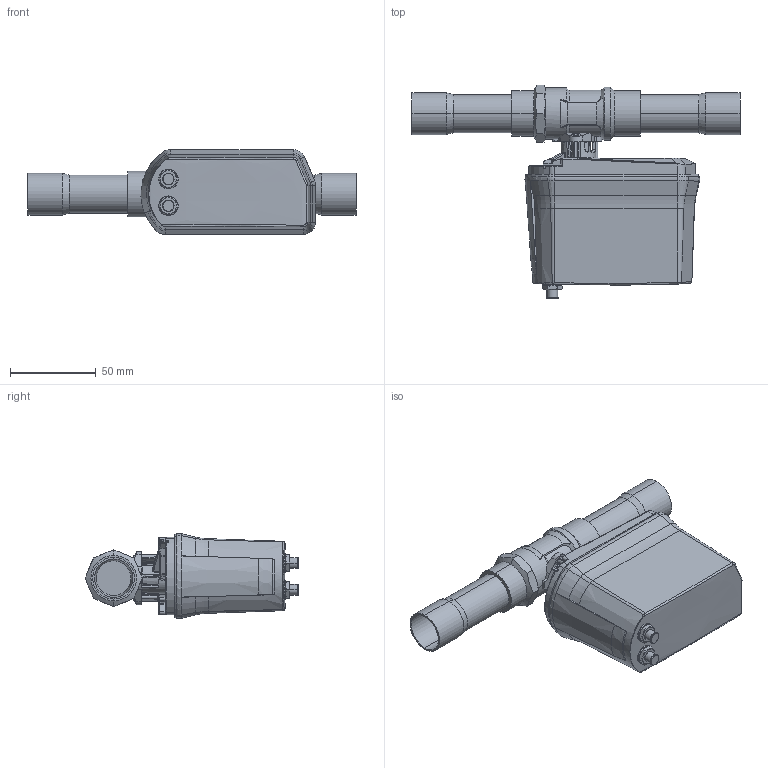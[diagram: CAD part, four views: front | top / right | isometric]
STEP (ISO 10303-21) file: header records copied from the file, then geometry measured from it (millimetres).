
FILE_DESCRIPTION((''),'2;1');
FILE_NAME('ATTUATORE1_VALVOLA_EXR50D22D22','2023-07-07T09:05:36',('massimo'),('ZETA 4'),'CREO PARAMETRIC BY PTC INC, 2022162','CREO PARAMETRIC BY PTC INC, 2022162','');
FILE_SCHEMA(('AUTOMOTIVE_DESIGN { 1 0 10303 214 1 1 1 1 }'));
Products named in the file (1): ATTUATORE1_VALVOLA_EXR50D22D22
Bounding box: 191 x 124.46 x 49.5 mm (x, y, z)
Volume: 368770.7 mm3; surface area: 52828.5 mm2
Topology: 1 solids, 2 shells, 862 faces, 2232 edges, 1348 vertices
Faces by surface type: bspline 233, plane 180, cylinder 165, cone 144, torus 99, sphere 24, extrusion 17
Entity records: 43306 total; most frequent: CARTESIAN_POINT 23319, ORIENTED_EDGE 4402, DIRECTION 3187, EDGE_CURVE 2201, VERTEX_POINT 1348, AXIS2_PLACEMENT_3D 1290, B_SPLINE_CURVE_WITH_KNOTS 950, EDGE_LOOP 883
